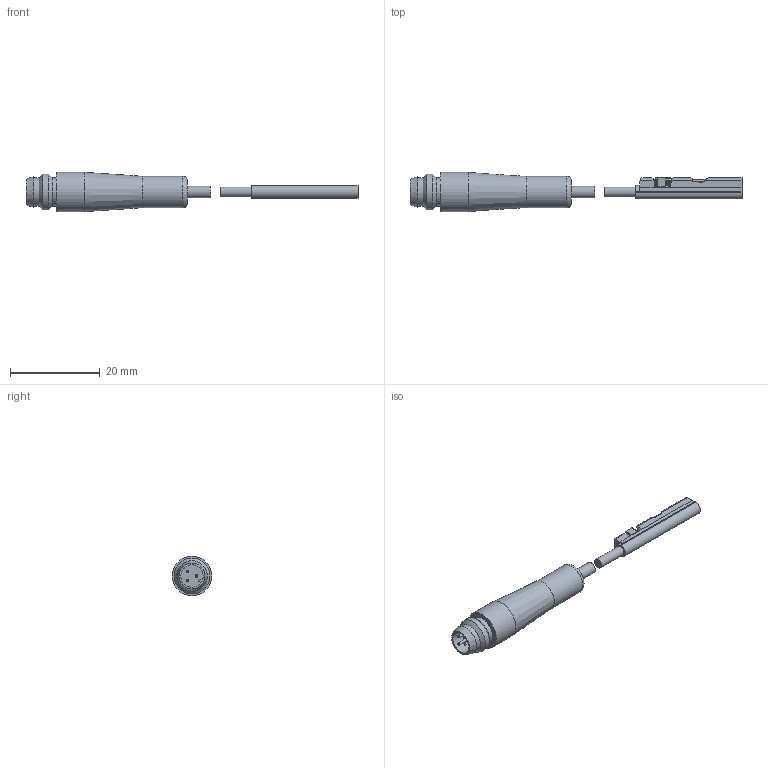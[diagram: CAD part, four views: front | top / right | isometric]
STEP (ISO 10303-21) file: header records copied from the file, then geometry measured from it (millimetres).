
FILE_DESCRIPTION( ( 'STEP AP203' ), '1' );
FILE_NAME( 'SICK MZC1-4V3PS-KP0-Order no.1059752.stp', '2018-12-17T14:28:23', ( '' ), ( '' ), ' ', 'PARTsolutions', ' ' );
FILE_SCHEMA( ( 'CONFIG_CONTROL_DESIGN' ) );
Length unit declared in the file: millimetre
Products named in the file (3): SICK MZC1-4V3PS-KP0-Order no.1059752; _SICK MZC1-4V3PS-KP0-Order no.1059752-1; _SICK MZC1-4V3PS-KP0-Order no.1059752-2
Assembly tree (2 placements, depth 2):
  SICK MZC1-4V3PS-KP0-Order no.1059752
    _SICK MZC1-4V3PS-KP0-Order no.1059752-1
    _SICK MZC1-4V3PS-KP0-Order no.1059752-2
Bounding box: 74.1 x 8.8 x 8.8 mm (x, y, z)
Volume: 1919.7 mm3; surface area: 1486 mm2
Topology: 2 solids, 2 shells, 209 faces, 574 edges, 377 vertices
Faces by surface type: plane 124, cylinder 68, cone 9, bspline 6, sphere 1, torus 1
Full cylindrical faces by diameter (mm): 0.6 x3, 2.2 x1, 2.6 x1, 5 x1, 6.4 x2, 7 x1, 8 x1, 8.8 x1
Entity records: 6764 total; most frequent: CARTESIAN_POINT 1456, ORIENTED_EDGE 1102, DIRECTION 1048, EDGE_CURVE 551, VERTEX_POINT 371, AXIS2_PLACEMENT_3D 351, LINE 346, VECTOR 346
